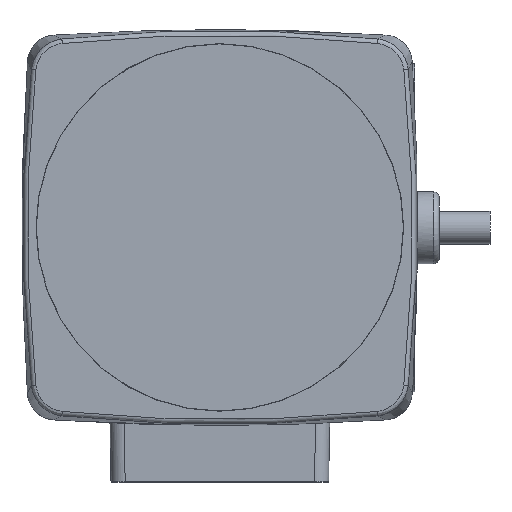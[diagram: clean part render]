
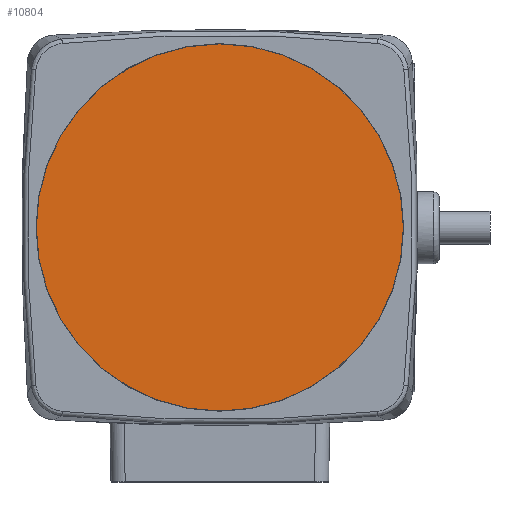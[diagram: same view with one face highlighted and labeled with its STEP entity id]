
A CAD part, top view. The second image highlights one B-rep face of the part: STEP entity #10804.
In plain terms, the highlighted planar face has unit normal (0, 0, 1).
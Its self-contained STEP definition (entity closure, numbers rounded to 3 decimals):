
#3734=CARTESIAN_POINT('',(0.,0.,6.2));
#3735=DIRECTION('',(0.,0.,1.));
#3736=DIRECTION('',(1.,0.,0.));
#3737=AXIS2_PLACEMENT_3D('',#3734,#3735,#3736);
#3739=CARTESIAN_POINT('',(0.,0.,6.2));
#3740=DIRECTION('',(0.,0.,1.));
#3741=DIRECTION('',(-1.,0.,0.));
#3742=AXIS2_PLACEMENT_3D('',#3739,#3740,#3741);
#4785=CARTESIAN_POINT('',(32.475,0.,6.2));
#4786=CARTESIAN_POINT('',(-32.475,0.,6.2));
#4787=VERTEX_POINT('',#4785);
#4788=VERTEX_POINT('',#4786);
#10795=CARTESIAN_POINT('',(0.,0.,6.2));
#10796=DIRECTION('',(0.,0.,1.));
#10797=DIRECTION('',(1.,0.,0.));
#10798=AXIS2_PLACEMENT_3D('',#10795,#10796,#10797);
#10799=PLANE('',#10798);
#10800=ORIENTED_EDGE('',*,*,#10741,.F.);
#10801=ORIENTED_EDGE('',*,*,#10763,.F.);
#10802=EDGE_LOOP('',(#10800,#10801));
#10803=FACE_OUTER_BOUND('',#10802,.F.);
#10804=ADVANCED_FACE('',(#10803),#10799,.T.);
#3738=CIRCLE('',#3737,32.475);
#3743=CIRCLE('',#3742,32.475);
#10741=EDGE_CURVE('',#4787,#4788,#3738,.T.);
#10763=EDGE_CURVE('',#4788,#4787,#3743,.T.);
